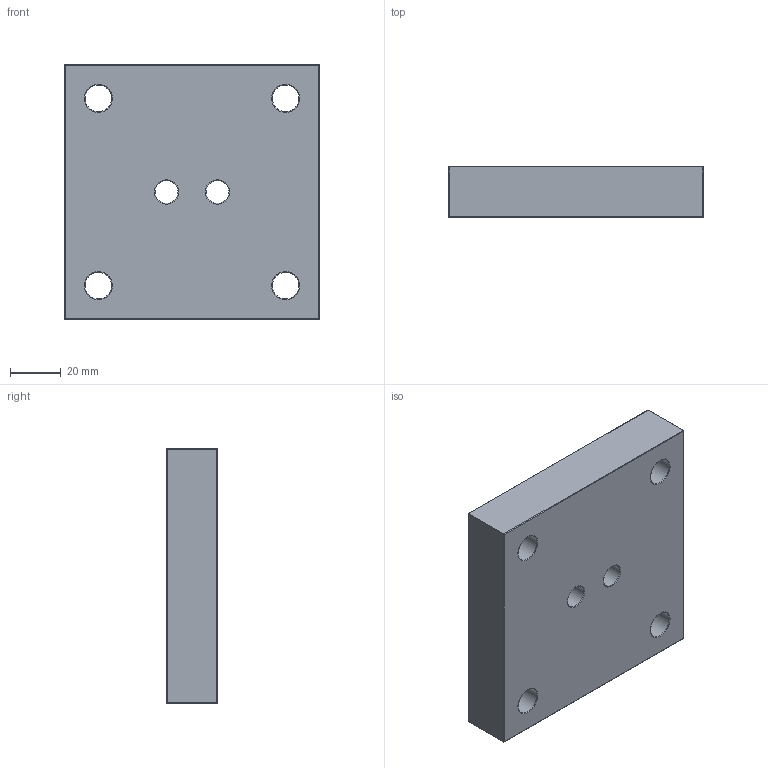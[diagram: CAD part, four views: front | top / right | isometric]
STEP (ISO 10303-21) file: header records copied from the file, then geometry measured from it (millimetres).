
FILE_DESCRIPTION (( 'STEP AP214' ), '1' );
FILE_NAME ('63Ø Baseplate.STEP', '2019-06-05T13:39:32', ( '' ), ( '' ), 'SwSTEP 2.0', 'SolidWorks 2014', '' );
FILE_SCHEMA (( 'AUTOMOTIVE_DESIGN' ));
Length unit declared in the file: millimetre
Products named in the file (1): 63ﾘ Baseplate
Bounding box: 100 x 20 x 100 mm (x, y, z)
Volume: 179736.9 mm3; surface area: 32257.3 mm2
Topology: 1 solids, 1 shells, 56 faces, 128 edges, 72 vertices
Faces by surface type: cylinder 24, plane 12, torus 12, sphere 8
Full cylindrical faces by diameter (mm): 9 x2, 10.5 x4, 15 x2, 18 x4
Entity records: 1342 total; most frequent: DIRECTION 258, CARTESIAN_POINT 201, ORIENTED_EDGE 168, AXIS2_PLACEMENT_3D 117, EDGE_LOOP 98, EDGE_CURVE 84, FACE_OUTER_BOUND 80, VERTEX_POINT 60
